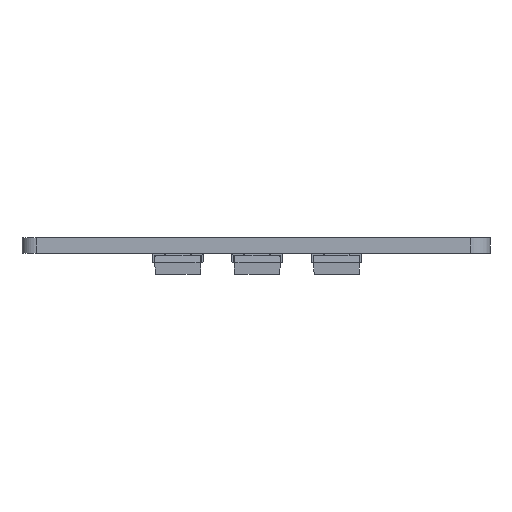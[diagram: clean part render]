
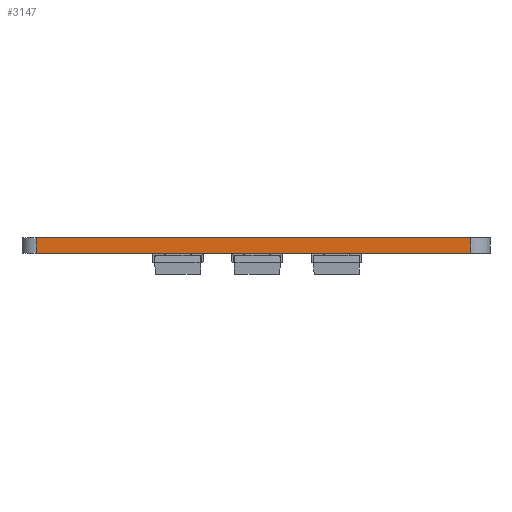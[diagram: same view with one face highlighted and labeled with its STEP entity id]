
A CAD part, front view. The second image highlights one B-rep face of the part: STEP entity #3147.
In plain terms, the highlighted planar face has unit normal (0, -1, 0).
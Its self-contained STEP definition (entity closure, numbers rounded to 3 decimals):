
#3147 = ADVANCED_FACE('',(#3148),#3162,.F.);
#3148 = FACE_BOUND('',#3149,.F.);
#3149 = EDGE_LOOP('',(#3150,#3185,#3213,#3241));
#3150 = ORIENTED_EDGE('',*,*,#3151,.T.);
#3151 = EDGE_CURVE('',#3152,#3154,#3156,.T.);
#3152 = VERTEX_POINT('',#3153);
#3153 = CARTESIAN_POINT('',(86.,-110.007,0.));
#3154 = VERTEX_POINT('',#3155);
#3155 = CARTESIAN_POINT('',(86.,-110.007,1.6));
#3156 = SURFACE_CURVE('',#3157,(#3161,#3173),.PCURVE_S1.);
#3157 = LINE('',#3158,#3159);
#3158 = CARTESIAN_POINT('',(86.,-110.007,0.));
#3159 = VECTOR('',#3160,1.);
#3160 = DIRECTION('',(0.,0.,1.));
#3161 = PCURVE('',#3162,#3167);
#3162 = PLANE('',#3163);
#3163 = AXIS2_PLACEMENT_3D('',#3164,#3165,#3166);
#3164 = CARTESIAN_POINT('',(86.,-110.007,0.));
#3165 = DIRECTION('',(0.,1.,0.));
#3166 = DIRECTION('',(1.,0.,0.));
#3167 = DEFINITIONAL_REPRESENTATION('',(#3168),#3172);
#3168 = LINE('',#3169,#3170);
#3169 = CARTESIAN_POINT('',(0.,0.));
#3170 = VECTOR('',#3171,1.);
#3171 = DIRECTION('',(0.,-1.));
#3172 = ( GEOMETRIC_REPRESENTATION_CONTEXT(2) 
PARAMETRIC_REPRESENTATION_CONTEXT() REPRESENTATION_CONTEXT('2D SPACE',''
  ) );
#3173 = PCURVE('',#3174,#3179);
#3174 = CYLINDRICAL_SURFACE('',#3175,1.507);
#3175 = AXIS2_PLACEMENT_3D('',#3176,#3177,#3178);
#3176 = CARTESIAN_POINT('',(86.,-108.5,0.));
#3177 = DIRECTION('',(-0.,-0.,-1.));
#3178 = DIRECTION('',(1.,0.,-0.));
#3179 = DEFINITIONAL_REPRESENTATION('',(#3180),#3184);
#3180 = LINE('',#3181,#3182);
#3181 = CARTESIAN_POINT('',(-4.712,0.));
#3182 = VECTOR('',#3183,1.);
#3183 = DIRECTION('',(-0.,-1.));
#3184 = ( GEOMETRIC_REPRESENTATION_CONTEXT(2) 
PARAMETRIC_REPRESENTATION_CONTEXT() REPRESENTATION_CONTEXT('2D SPACE',''
  ) );
#3185 = ORIENTED_EDGE('',*,*,#3186,.T.);
#3186 = EDGE_CURVE('',#3154,#3187,#3189,.T.);
#3187 = VERTEX_POINT('',#3188);
#3188 = CARTESIAN_POINT('',(131.5,-110.,1.6));
#3189 = SURFACE_CURVE('',#3190,(#3194,#3201),.PCURVE_S1.);
#3190 = LINE('',#3191,#3192);
#3191 = CARTESIAN_POINT('',(86.,-110.007,1.6));
#3192 = VECTOR('',#3193,1.);
#3193 = DIRECTION('',(1.,0.,0.));
#3194 = PCURVE('',#3162,#3195);
#3195 = DEFINITIONAL_REPRESENTATION('',(#3196),#3200);
#3196 = LINE('',#3197,#3198);
#3197 = CARTESIAN_POINT('',(0.,-1.6));
#3198 = VECTOR('',#3199,1.);
#3199 = DIRECTION('',(1.,0.));
#3200 = ( GEOMETRIC_REPRESENTATION_CONTEXT(2) 
PARAMETRIC_REPRESENTATION_CONTEXT() REPRESENTATION_CONTEXT('2D SPACE',''
  ) );
#3201 = PCURVE('',#3202,#3207);
#3202 = PLANE('',#3203);
#3203 = AXIS2_PLACEMENT_3D('',#3204,#3205,#3206);
#3204 = CARTESIAN_POINT('',(108.97,-82.472,1.6));
#3205 = DIRECTION('',(0.,0.,1.));
#3206 = DIRECTION('',(1.,0.,-0.));
#3207 = DEFINITIONAL_REPRESENTATION('',(#3208),#3212);
#3208 = LINE('',#3209,#3210);
#3209 = CARTESIAN_POINT('',(-22.97,-27.535));
#3210 = VECTOR('',#3211,1.);
#3211 = DIRECTION('',(1.,0.));
#3212 = ( GEOMETRIC_REPRESENTATION_CONTEXT(2) 
PARAMETRIC_REPRESENTATION_CONTEXT() REPRESENTATION_CONTEXT('2D SPACE',''
  ) );
#3213 = ORIENTED_EDGE('',*,*,#3214,.F.);
#3214 = EDGE_CURVE('',#3215,#3187,#3217,.T.);
#3215 = VERTEX_POINT('',#3216);
#3216 = CARTESIAN_POINT('',(131.5,-110.,0.));
#3217 = SURFACE_CURVE('',#3218,(#3222,#3229),.PCURVE_S1.);
#3218 = LINE('',#3219,#3220);
#3219 = CARTESIAN_POINT('',(131.5,-110.,0.));
#3220 = VECTOR('',#3221,1.);
#3221 = DIRECTION('',(0.,0.,1.));
#3222 = PCURVE('',#3162,#3223);
#3223 = DEFINITIONAL_REPRESENTATION('',(#3224),#3228);
#3224 = LINE('',#3225,#3226);
#3225 = CARTESIAN_POINT('',(45.5,0.));
#3226 = VECTOR('',#3227,1.);
#3227 = DIRECTION('',(0.,-1.));
#3228 = ( GEOMETRIC_REPRESENTATION_CONTEXT(2) 
PARAMETRIC_REPRESENTATION_CONTEXT() REPRESENTATION_CONTEXT('2D SPACE',''
  ) );
#3229 = PCURVE('',#3230,#3235);
#3230 = CYLINDRICAL_SURFACE('',#3231,2.);
#3231 = AXIS2_PLACEMENT_3D('',#3232,#3233,#3234);
#3232 = CARTESIAN_POINT('',(131.5,-108.,0.));
#3233 = DIRECTION('',(-0.,-0.,-1.));
#3234 = DIRECTION('',(1.,0.,-0.));
#3235 = DEFINITIONAL_REPRESENTATION('',(#3236),#3240);
#3236 = LINE('',#3237,#3238);
#3237 = CARTESIAN_POINT('',(-4.712,0.));
#3238 = VECTOR('',#3239,1.);
#3239 = DIRECTION('',(-0.,-1.));
#3240 = ( GEOMETRIC_REPRESENTATION_CONTEXT(2) 
PARAMETRIC_REPRESENTATION_CONTEXT() REPRESENTATION_CONTEXT('2D SPACE',''
  ) );
#3241 = ORIENTED_EDGE('',*,*,#3242,.F.);
#3242 = EDGE_CURVE('',#3152,#3215,#3243,.T.);
#3243 = SURFACE_CURVE('',#3244,(#3248,#3255),.PCURVE_S1.);
#3244 = LINE('',#3245,#3246);
#3245 = CARTESIAN_POINT('',(86.,-110.007,0.));
#3246 = VECTOR('',#3247,1.);
#3247 = DIRECTION('',(1.,0.,0.));
#3248 = PCURVE('',#3162,#3249);
#3249 = DEFINITIONAL_REPRESENTATION('',(#3250),#3254);
#3250 = LINE('',#3251,#3252);
#3251 = CARTESIAN_POINT('',(0.,0.));
#3252 = VECTOR('',#3253,1.);
#3253 = DIRECTION('',(1.,0.));
#3254 = ( GEOMETRIC_REPRESENTATION_CONTEXT(2) 
PARAMETRIC_REPRESENTATION_CONTEXT() REPRESENTATION_CONTEXT('2D SPACE',''
  ) );
#3255 = PCURVE('',#3256,#3261);
#3256 = PLANE('',#3257);
#3257 = AXIS2_PLACEMENT_3D('',#3258,#3259,#3260);
#3258 = CARTESIAN_POINT('',(108.97,-82.472,0.));
#3259 = DIRECTION('',(0.,0.,1.));
#3260 = DIRECTION('',(1.,0.,-0.));
#3261 = DEFINITIONAL_REPRESENTATION('',(#3262),#3266);
#3262 = LINE('',#3263,#3264);
#3263 = CARTESIAN_POINT('',(-22.97,-27.535));
#3264 = VECTOR('',#3265,1.);
#3265 = DIRECTION('',(1.,0.));
#3266 = ( GEOMETRIC_REPRESENTATION_CONTEXT(2) 
PARAMETRIC_REPRESENTATION_CONTEXT() REPRESENTATION_CONTEXT('2D SPACE',''
  ) );
